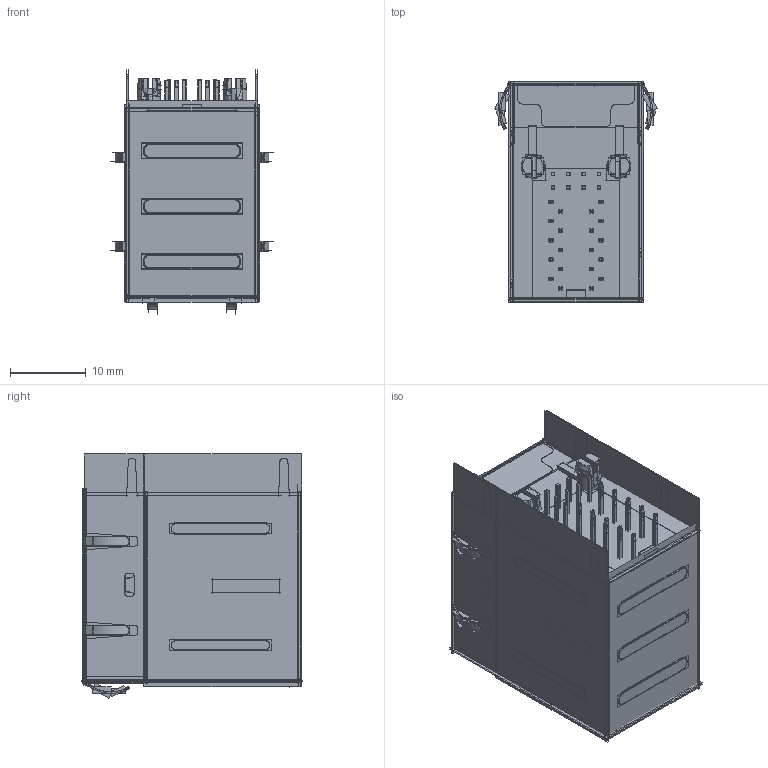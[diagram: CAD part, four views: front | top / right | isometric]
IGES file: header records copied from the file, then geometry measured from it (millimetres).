
Start section:  PTC IGES file: DGKYD21Q042DB2A4D068.igs
Global section: file name: DGKYD21Q042DB2A4D068.igs; native system: Creo Parametric by PTC Inc.; preprocessor: 2018400; author: Administrator; organization: Unknown; date: 20211203.183821; units: millimetre
Bounding box: 21.48 x 29.22 x 32.23 mm (x, y, z)
Surface area: 84036.5 mm2 (no closed solid volume)
Topology: 0 solids, 0 shells, 2340 faces, 38184 edges, 48671 vertices
Faces by surface type: bspline 1880, revolution 456, extrusion 4
